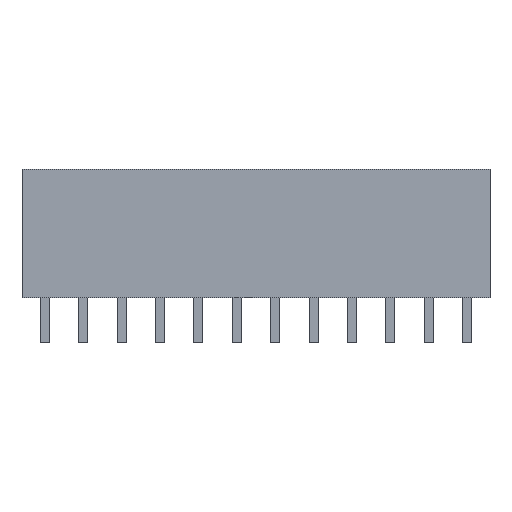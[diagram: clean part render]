
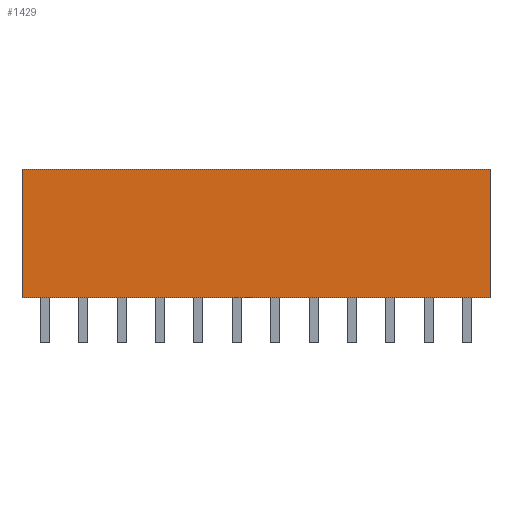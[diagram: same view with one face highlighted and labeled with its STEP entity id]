
A CAD part, top view. The second image highlights one B-rep face of the part: STEP entity #1429.
In plain terms, the highlighted planar face has unit normal (0, 0, 1).
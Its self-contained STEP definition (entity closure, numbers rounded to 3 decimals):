
#12 = DIRECTION ( 'NONE',  ( 0., -1., 0. ) ) ;
#82 = DIRECTION ( 'NONE',  ( 0., 0., -1. ) ) ;
#180 = ORIENTED_EDGE ( 'NONE', *, *, #2127, .T. ) ;
#221 = EDGE_CURVE ( 'NONE', #3441, #2285, #3438, .T. ) ;
#233 = CARTESIAN_POINT ( 'NONE',  ( 15.49, 0., 1.25 ) ) ;
#339 = CARTESIAN_POINT ( 'NONE',  ( 15.49, 8.5, 1.25 ) ) ;
#503 = VECTOR ( 'NONE', #3543, 1000. ) ;
#564 = VECTOR ( 'NONE', #4994, 1000. ) ;
#1017 = CARTESIAN_POINT ( 'NONE',  ( -15.49, 8.5, 1.25 ) ) ;
#1078 = DIRECTION ( 'NONE',  ( -1., 0., 0. ) ) ;
#1193 = CARTESIAN_POINT ( 'NONE',  ( -15.49, 0., 1.25 ) ) ;
#1429 = ADVANCED_FACE ( 'NONE', ( #5418 ), #5029, .F. ) ;
#1462 = EDGE_CURVE ( 'NONE', #2285, #3610, #3952, .T. ) ;
#1571 = VERTEX_POINT ( 'NONE', #5826 ) ;
#2127 = EDGE_CURVE ( 'NONE', #1571, #3610, #5590, .T. ) ;
#2285 = VERTEX_POINT ( 'NONE', #339 ) ;
#2455 = LINE ( 'NONE', #4428, #4762 ) ;
#2460 = CARTESIAN_POINT ( 'NONE',  ( 15.49, 8.5, 1.25 ) ) ;
#2971 = ORIENTED_EDGE ( 'NONE', *, *, #1462, .F. ) ;
#3152 = DIRECTION ( 'NONE',  ( 1., 0., 0. ) ) ;
#3387 = ORIENTED_EDGE ( 'NONE', *, *, #221, .F. ) ;
#3438 = LINE ( 'NONE', #4025, #503 ) ;
#3441 = VERTEX_POINT ( 'NONE', #4182 ) ;
#3468 = VECTOR ( 'NONE', #3152, 1000. ) ;
#3543 = DIRECTION ( 'NONE',  ( 1., 0., 0. ) ) ;
#3610 = VERTEX_POINT ( 'NONE', #233 ) ;
#3952 = LINE ( 'NONE', #2460, #564 ) ;
#4025 = CARTESIAN_POINT ( 'NONE',  ( -15.49, 8.5, 1.25 ) ) ;
#4182 = CARTESIAN_POINT ( 'NONE',  ( -15.49, 8.5, 1.25 ) ) ;
#4203 = ORIENTED_EDGE ( 'NONE', *, *, #4965, .T. ) ;
#4428 = CARTESIAN_POINT ( 'NONE',  ( -15.49, 8.5, 1.25 ) ) ;
#4762 = VECTOR ( 'NONE', #12, 1000. ) ;
#4965 = EDGE_CURVE ( 'NONE', #3441, #1571, #2455, .T. ) ;
#4994 = DIRECTION ( 'NONE',  ( 0., -1., 0. ) ) ;
#5029 = PLANE ( 'NONE',  #5895 ) ;
#5418 = FACE_OUTER_BOUND ( 'NONE', #5872, .T. ) ;
#5590 = LINE ( 'NONE', #1193, #3468 ) ;
#5826 = CARTESIAN_POINT ( 'NONE',  ( -15.49, 0., 1.25 ) ) ;
#5872 = EDGE_LOOP ( 'NONE', ( #180, #2971, #3387, #4203 ) ) ;
#5895 = AXIS2_PLACEMENT_3D ( 'NONE', #1017, #82, #1078 ) ;
